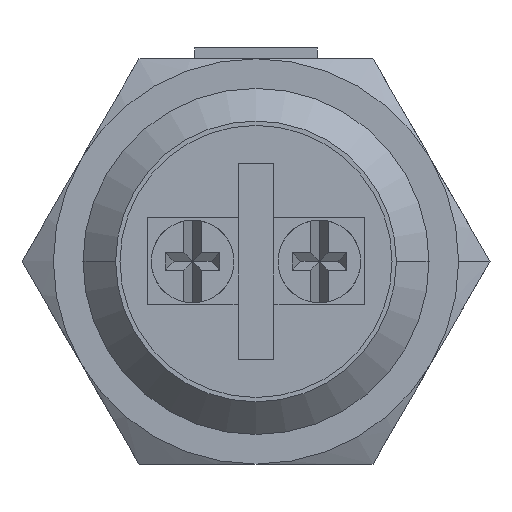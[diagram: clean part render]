
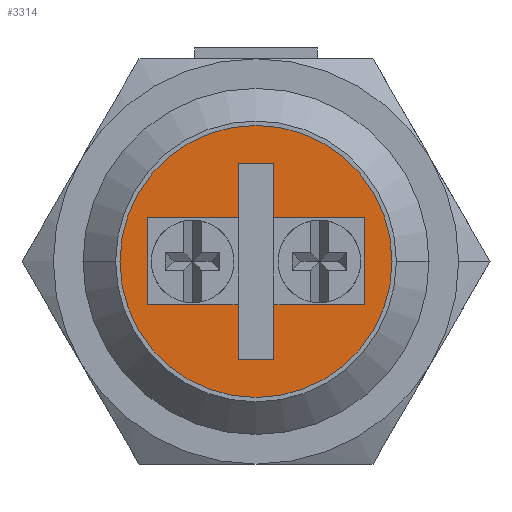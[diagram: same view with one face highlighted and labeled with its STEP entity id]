
A CAD part, front view. The second image highlights one B-rep face of the part: STEP entity #3314.
In plain terms, the highlighted planar face has unit normal (0, -1, 0).
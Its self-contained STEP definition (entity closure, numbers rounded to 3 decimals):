
#396 = CARTESIAN_POINT ( 'NONE',  ( -0.825, 0., -4.5 ) ) ;
#751 = ORIENTED_EDGE ( 'NONE', *, *, #3472, .F. ) ;
#752 = ORIENTED_EDGE ( 'NONE', *, *, #3293, .F. ) ;
#753 = ORIENTED_EDGE ( 'NONE', *, *, #3292, .F. ) ;
#754 = ORIENTED_EDGE ( 'NONE', *, *, #3291, .F. ) ;
#755 = ORIENTED_EDGE ( 'NONE', *, *, #3290, .F. ) ;
#756 = ORIENTED_EDGE ( 'NONE', *, *, #3288, .F. ) ;
#757 = ORIENTED_EDGE ( 'NONE', *, *, #3289, .F. ) ;
#758 = ORIENTED_EDGE ( 'NONE', *, *, #3287, .F. ) ;
#759 = ORIENTED_EDGE ( 'NONE', *, *, #3253, .F. ) ;
#760 = ORIENTED_EDGE ( 'NONE', *, *, #3252, .F. ) ;
#761 = ORIENTED_EDGE ( 'NONE', *, *, #3285, .F. ) ;
#762 = ORIENTED_EDGE ( 'NONE', *, *, #3284, .F. ) ;
#763 = ORIENTED_EDGE ( 'NONE', *, *, #3286, .F. ) ;
#764 = ORIENTED_EDGE ( 'NONE', *, *, #3195, .F. ) ;
#1105 = CARTESIAN_POINT ( 'NONE',  ( 0., 0., 0. ) ) ;
#1109 = DIRECTION ( 'NONE',  ( 0., 1., 0. ) ) ;
#1110 = DIRECTION ( 'NONE',  ( -1., 0., 0. ) ) ;
#1191 = EDGE_LOOP ( 'NONE', ( #761, #760, #763, #759, #758, #756, #757, #755, #754, #753, #752, #751 ) ) ;
#1560 = CARTESIAN_POINT ( 'NONE',  ( 5., 0., -2. ) ) ;
#1565 = CARTESIAN_POINT ( 'NONE',  ( -0.825, 0., -2. ) ) ;
#1572 = CARTESIAN_POINT ( 'NONE',  ( -0.825, 0., 2. ) ) ;
#1574 = CARTESIAN_POINT ( 'NONE',  ( 0.825, 0., -2. ) ) ;
#1583 = CARTESIAN_POINT ( 'NONE',  ( 0.825, 0., 2. ) ) ;
#1588 = CARTESIAN_POINT ( 'NONE',  ( 0.825, 0., -4.5 ) ) ;
#1589 = CARTESIAN_POINT ( 'NONE',  ( 5., 0., 2. ) ) ;
#1607 = CARTESIAN_POINT ( 'NONE',  ( -5., 0., -2. ) ) ;
#1638 = CARTESIAN_POINT ( 'NONE',  ( -0.825, 0., 4.5 ) ) ;
#1639 = CARTESIAN_POINT ( 'NONE',  ( 0.825, 0., 4.5 ) ) ;
#1640 = CARTESIAN_POINT ( 'NONE',  ( -5., 0., 2. ) ) ;
#1971 = AXIS2_PLACEMENT_3D ( 'NONE', #4825, #4826, #4827 ) ;
#1977 = FACE_BOUND ( 'NONE', #1191, .T. ) ;
#1992 = FACE_OUTER_BOUND ( 'NONE', #2426, .T. ) ;
#2084 = VECTOR ( 'NONE', #4769, 1000. ) ;
#2096 = VECTOR ( 'NONE', #4766, 1000. ) ;
#2101 = VECTOR ( 'NONE', #4763, 1000. ) ;
#2106 = VECTOR ( 'NONE', #4760, 1000. ) ;
#2140 = VECTOR ( 'NONE', #4757, 1000. ) ;
#2146 = VECTOR ( 'NONE', #4754, 1000. ) ;
#2148 = VECTOR ( 'NONE', #4751, 1000. ) ;
#2149 = VECTOR ( 'NONE', #4748, 1000. ) ;
#2158 = VECTOR ( 'NONE', #4745, 1000. ) ;
#2221 = VECTOR ( 'NONE', #4185, 1000. ) ;
#2336 = AXIS2_PLACEMENT_3D ( 'NONE', #4733, #4740, #4741 ) ;
#2375 = VECTOR ( 'NONE', #4634, 1000. ) ;
#2377 = VECTOR ( 'NONE', #4631, 1000. ) ;
#2426 = EDGE_LOOP ( 'NONE', ( #764, #762 ) ) ;
#3111 = CIRCLE ( 'NONE', #2336, 6.25 ) ;
#3145 = CIRCLE ( 'NONE', #3415, 6.25 ) ;
#3195 = EDGE_CURVE ( 'NONE', #5724, #5716, #3145, .T. ) ;
#3252 = EDGE_CURVE ( 'NONE', #5480, #5474, #4629, .T. ) ;
#3253 = EDGE_CURVE ( 'NONE', #5465, #5450, #4632, .T. ) ;
#3284 = EDGE_CURVE ( 'NONE', #5716, #5724, #3111, .T. ) ;
#3285 = EDGE_CURVE ( 'NONE', #5474, #5530, #4743, .T. ) ;
#3286 = EDGE_CURVE ( 'NONE', #5450, #5480, #4746, .T. ) ;
#3287 = EDGE_CURVE ( 'NONE', #5479, #5465, #4749, .T. ) ;
#3288 = EDGE_CURVE ( 'NONE', #5455, #5479, #4752, .T. ) ;
#3289 = EDGE_CURVE ( 'NONE', #5456, #5455, #4755, .T. ) ;
#3290 = EDGE_CURVE ( 'NONE', #5498, #5456, #4758, .T. ) ;
#3291 = EDGE_CURVE ( 'NONE', #5531, #5498, #4761, .T. ) ;
#3292 = EDGE_CURVE ( 'NONE', #5463, #5531, #4764, .T. ) ;
#3293 = EDGE_CURVE ( 'NONE', #5529, #5463, #4767, .T. ) ;
#3314 = ADVANCED_FACE ( 'NONE', ( #1992, #1977 ), #4824, .T. ) ;
#3415 = AXIS2_PLACEMENT_3D ( 'NONE', #1105, #1109, #1110 ) ;
#3472 = EDGE_CURVE ( 'NONE', #5530, #5529, #4183, .T. ) ;
#4183 = LINE ( 'NONE', #4184, #2221 ) ;
#4184 = CARTESIAN_POINT ( 'NONE',  ( -0.825, 0., 4.5 ) ) ;
#4185 = DIRECTION ( 'NONE',  ( -1., 0., 0. ) ) ;
#4629 = LINE ( 'NONE', #4630, #2377 ) ;
#4630 = CARTESIAN_POINT ( 'NONE',  ( -5., 0., 2. ) ) ;
#4631 = DIRECTION ( 'NONE',  ( -1., 0., 0. ) ) ;
#4632 = LINE ( 'NONE', #4633, #2375 ) ;
#4633 = CARTESIAN_POINT ( 'NONE',  ( -5., 0., -2. ) ) ;
#4634 = DIRECTION ( 'NONE',  ( 1., 0., 0. ) ) ;
#4733 = CARTESIAN_POINT ( 'NONE',  ( 0., 0., 0. ) ) ;
#4740 = DIRECTION ( 'NONE',  ( 0., 1., 0. ) ) ;
#4741 = DIRECTION ( 'NONE',  ( -1., 0., 0. ) ) ;
#4743 = LINE ( 'NONE', #4744, #2158 ) ;
#4744 = CARTESIAN_POINT ( 'NONE',  ( 0.825, 0., -4.5 ) ) ;
#4745 = DIRECTION ( 'NONE',  ( 0., 0., 1. ) ) ;
#4746 = LINE ( 'NONE', #4747, #2149 ) ;
#4747 = CARTESIAN_POINT ( 'NONE',  ( 5., 0., -2. ) ) ;
#4748 = DIRECTION ( 'NONE',  ( 0., 0., 1. ) ) ;
#4749 = LINE ( 'NONE', #4750, #2148 ) ;
#4750 = CARTESIAN_POINT ( 'NONE',  ( 0.825, 0., -4.5 ) ) ;
#4751 = DIRECTION ( 'NONE',  ( 0., 0., 1. ) ) ;
#4752 = LINE ( 'NONE', #4753, #2146 ) ;
#4753 = CARTESIAN_POINT ( 'NONE',  ( -0.825, 0., -4.5 ) ) ;
#4754 = DIRECTION ( 'NONE',  ( 1., 0., 0. ) ) ;
#4755 = LINE ( 'NONE', #4756, #2140 ) ;
#4756 = CARTESIAN_POINT ( 'NONE',  ( -0.825, 0., -4.5 ) ) ;
#4757 = DIRECTION ( 'NONE',  ( 0., 0., -1. ) ) ;
#4758 = LINE ( 'NONE', #4759, #2106 ) ;
#4759 = CARTESIAN_POINT ( 'NONE',  ( -5., 0., -2. ) ) ;
#4760 = DIRECTION ( 'NONE',  ( 1., 0., 0. ) ) ;
#4761 = LINE ( 'NONE', #4762, #2101 ) ;
#4762 = CARTESIAN_POINT ( 'NONE',  ( -5., 0., -2. ) ) ;
#4763 = DIRECTION ( 'NONE',  ( 0., 0., -1. ) ) ;
#4764 = LINE ( 'NONE', #4765, #2096 ) ;
#4765 = CARTESIAN_POINT ( 'NONE',  ( -5., 0., 2. ) ) ;
#4766 = DIRECTION ( 'NONE',  ( -1., 0., 0. ) ) ;
#4767 = LINE ( 'NONE', #4768, #2084 ) ;
#4768 = CARTESIAN_POINT ( 'NONE',  ( -0.825, 0., -4.5 ) ) ;
#4769 = DIRECTION ( 'NONE',  ( 0., 0., -1. ) ) ;
#4824 = PLANE ( 'NONE',  #1971 ) ;
#4825 = CARTESIAN_POINT ( 'NONE',  ( 0., 0., 0. ) ) ;
#4826 = DIRECTION ( 'NONE',  ( 0., -1., 0. ) ) ;
#4827 = DIRECTION ( 'NONE',  ( 1., 0., 0. ) ) ;
#5450 = VERTEX_POINT ( 'NONE', #1560 ) ;
#5455 = VERTEX_POINT ( 'NONE', #396 ) ;
#5456 = VERTEX_POINT ( 'NONE', #1565 ) ;
#5463 = VERTEX_POINT ( 'NONE', #1572 ) ;
#5465 = VERTEX_POINT ( 'NONE', #1574 ) ;
#5474 = VERTEX_POINT ( 'NONE', #1583 ) ;
#5479 = VERTEX_POINT ( 'NONE', #1588 ) ;
#5480 = VERTEX_POINT ( 'NONE', #1589 ) ;
#5498 = VERTEX_POINT ( 'NONE', #1607 ) ;
#5529 = VERTEX_POINT ( 'NONE', #1638 ) ;
#5530 = VERTEX_POINT ( 'NONE', #1639 ) ;
#5531 = VERTEX_POINT ( 'NONE', #1640 ) ;
#5716 = VERTEX_POINT ( 'NONE', #6067 ) ;
#5724 = VERTEX_POINT ( 'NONE', #6075 ) ;
#6067 = CARTESIAN_POINT ( 'NONE',  ( 6.25, 0., 0. ) ) ;
#6075 = CARTESIAN_POINT ( 'NONE',  ( -6.25, 0., 0. ) ) ;
